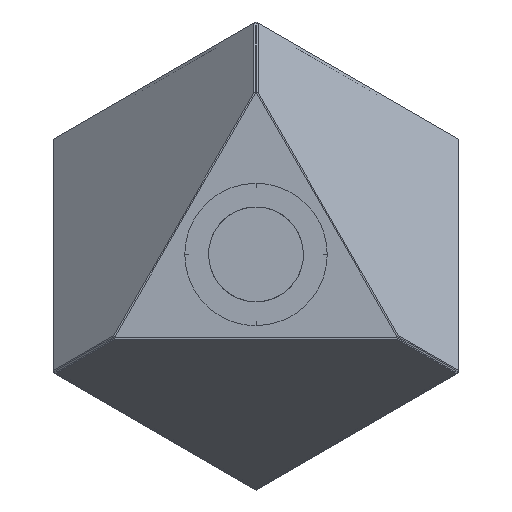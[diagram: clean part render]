
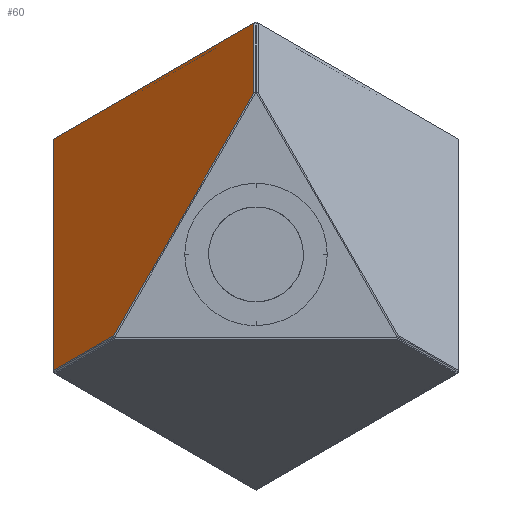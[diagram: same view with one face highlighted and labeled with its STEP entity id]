
A CAD part, top view. The second image highlights one B-rep face of the part: STEP entity #60.
In plain terms, the highlighted planar face has unit normal (-0.707, 0.408, 0.577).
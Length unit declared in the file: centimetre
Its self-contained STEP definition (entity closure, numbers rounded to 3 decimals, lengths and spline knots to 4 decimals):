
#60=ADVANCED_FACE($,(#175),#1430,.T.);
#175=FACE_OUTER_BOUND($,#292,.T.);
#292=EDGE_LOOP($,(#560,#561,#562,#563,#564));
#560=ORIENTED_EDGE($,*,*,#1009,.T.);
#561=ORIENTED_EDGE($,*,*,#994,.F.);
#562=ORIENTED_EDGE($,*,*,#1010,.T.);
#563=ORIENTED_EDGE($,*,*,#1011,.T.);
#564=ORIENTED_EDGE($,*,*,#1012,.T.);
#994=EDGE_CURVE($,#1239,#1240,#1640,.T.);
#1009=EDGE_CURVE($,#1247,#1240,#1655,.T.);
#1010=EDGE_CURVE($,#1239,#1248,#1656,.T.);
#1011=EDGE_CURVE($,#1248,#1249,#1657,.T.);
#1012=EDGE_CURVE($,#1249,#1247,#1658,.T.);
#1239=VERTEX_POINT($,#2528);
#1240=VERTEX_POINT($,#2529);
#1247=VERTEX_POINT($,#2536);
#1248=VERTEX_POINT($,#2537);
#1249=VERTEX_POINT($,#2538);
#1430=PLANE($,#1848);
#1640=B_SPLINE_CURVE_WITH_KNOTS($,3,(#2213,#2214,#2215,#2216),.UNSPECIFIED.,
.F.,.F.,(4,4),(0.,295.7013),.UNSPECIFIED.);
#1655=B_SPLINE_CURVE_WITH_KNOTS($,1,(#2275,#2276),.UNSPECIFIED.,.F.,.F.,
(2,2),(0.,89.9076),.UNSPECIFIED.);
#1656=B_SPLINE_CURVE_WITH_KNOTS($,1,(#2277,#2278),.UNSPECIFIED.,.F.,.F.,
(2,2),(0.,89.9076),.UNSPECIFIED.);
#1657=B_SPLINE_CURVE_WITH_KNOTS($,1,(#2279,#2280),.UNSPECIFIED.,.F.,.F.,
(2,2),(0.,299.),.UNSPECIFIED.);
#1658=B_SPLINE_CURVE_WITH_KNOTS($,1,(#2281,#2282),.UNSPECIFIED.,.F.,.F.,
(2,2),(0.,299.),.UNSPECIFIED.);
#1848=AXIS2_PLACEMENT_3D($,#2447,#1914,$);
#1914=DIRECTION($,(-0.707,0.408,0.577));
#2213=CARTESIAN_POINT($,(-2.1213,171.9114,-783.5));
#2214=CARTESIAN_POINT($,(-51.4049,86.5498,-783.5));
#2215=CARTESIAN_POINT($,(-100.6884,1.1882,-783.5));
#2216=CARTESIAN_POINT($,(-149.972,-84.1734,-783.5));
#2275=CARTESIAN_POINT($,(-213.5462,-120.878,-835.4082));
#2276=CARTESIAN_POINT($,(-149.972,-84.1734,-783.5));
#2277=CARTESIAN_POINT($,(-2.1213,171.9114,-783.5));
#2278=CARTESIAN_POINT($,(-2.1213,245.3207,-835.4082));
#2279=CARTESIAN_POINT($,(-2.1213,245.3207,-835.4082));
#2280=CARTESIAN_POINT($,(-213.5462,123.2544,-1008.0359));
#2281=CARTESIAN_POINT($,(-213.5462,123.2544,-1008.0359));
#2282=CARTESIAN_POINT($,(-213.5462,-120.878,-835.4082));
#2447=CARTESIAN_POINT($,(-213.5462,123.2544,-1008.0359));
#2528=CARTESIAN_POINT($,(-2.1213,171.9114,-783.5));
#2529=CARTESIAN_POINT($,(-149.972,-84.1734,-783.5));
#2536=CARTESIAN_POINT($,(-213.5462,-120.878,-835.4082));
#2537=CARTESIAN_POINT($,(-2.1213,245.3207,-835.4082));
#2538=CARTESIAN_POINT($,(-213.5462,123.2544,-1008.0359));
